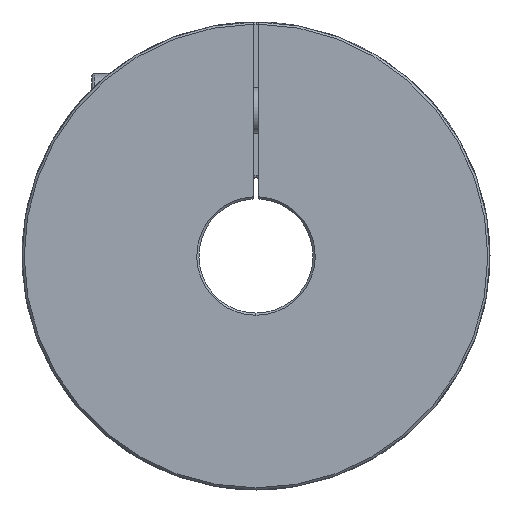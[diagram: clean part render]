
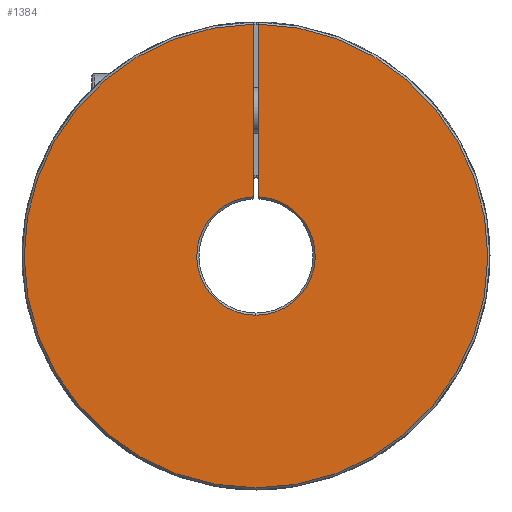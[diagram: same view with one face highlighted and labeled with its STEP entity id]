
A CAD part, left-side view. The second image highlights one B-rep face of the part: STEP entity #1384.
In plain terms, the highlighted planar face has unit normal (-1, 0, 0).
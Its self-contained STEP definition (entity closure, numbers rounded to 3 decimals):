
#367 = CARTESIAN_POINT ( 'NONE',  ( -57., 0., 0. ) ) ;
#377 = DIRECTION ( 'NONE',  ( -1., 0., 0. ) ) ;
#378 = DIRECTION ( 'NONE',  ( 0., 0., -1. ) ) ;
#692 = CARTESIAN_POINT ( 'NONE',  ( -57., 0.5, 0. ) ) ;
#693 = DIRECTION ( 'NONE',  ( 0., 0., 1. ) ) ;
#698 = CARTESIAN_POINT ( 'NONE',  ( -57., 0., 0. ) ) ;
#699 = DIRECTION ( 'NONE',  ( -1., 0., 0. ) ) ;
#700 = DIRECTION ( 'NONE',  ( 0., 0., -1. ) ) ;
#701 = CARTESIAN_POINT ( 'NONE',  ( -57., 0., 0. ) ) ;
#703 = DIRECTION ( 'NONE',  ( 1., 0., 0. ) ) ;
#704 = DIRECTION ( 'NONE',  ( 0., 0., -1. ) ) ;
#705 = CARTESIAN_POINT ( 'NONE',  ( -57., -0.5, 0. ) ) ;
#706 = DIRECTION ( 'NONE',  ( 0., 0., 1. ) ) ;
#901 = LINE ( 'NONE', #692, #907 ) ;
#903 = VECTOR ( 'NONE', #706, 1000. ) ;
#905 = LINE ( 'NONE', #705, #903 ) ;
#907 = VECTOR ( 'NONE', #693, 1000. ) ;
#915 = CIRCLE ( 'NONE', #8127, 10.381 ) ;
#917 = CIRCLE ( 'NONE', #8112, 40.619 ) ;
#1384 = ADVANCED_FACE ( 'NONE', ( #6060 ), #6419, .T. ) ;
#1661 = VERTEX_POINT ( 'NONE', #6906 ) ;
#1662 = VERTEX_POINT ( 'NONE', #6907 ) ;
#1663 = VERTEX_POINT ( 'NONE', #6908 ) ;
#1702 = VERTEX_POINT ( 'NONE', #6947 ) ;
#1703 = VERTEX_POINT ( 'NONE', #6948 ) ;
#2807 = ORIENTED_EDGE ( 'NONE', *, *, #4020, .F. ) ;
#2808 = ORIENTED_EDGE ( 'NONE', *, *, #3947, .F. ) ;
#2809 = ORIENTED_EDGE ( 'NONE', *, *, #4018, .F. ) ;
#2810 = ORIENTED_EDGE ( 'NONE', *, *, #4015, .T. ) ;
#2811 = ORIENTED_EDGE ( 'NONE', *, *, #4019, .F. ) ;
#3531 = EDGE_LOOP ( 'NONE', ( #2807, #2808, #2809, #2810, #2811 ) ) ;
#3947 = EDGE_CURVE ( 'NONE', #1703, #1702, #8662, .T. ) ;
#4015 = EDGE_CURVE ( 'NONE', #1662, #1661, #901, .T. ) ;
#4018 = EDGE_CURVE ( 'NONE', #1662, #1703, #915, .T. ) ;
#4019 = EDGE_CURVE ( 'NONE', #1663, #1661, #917, .T. ) ;
#4020 = EDGE_CURVE ( 'NONE', #1702, #1663, #905, .T. ) ;
#5688 = AXIS2_PLACEMENT_3D ( 'NONE', #6418, #6424, #6425 ) ;
#6060 = FACE_OUTER_BOUND ( 'NONE', #3531, .T. ) ;
#6418 = CARTESIAN_POINT ( 'NONE',  ( -57., 0., 0. ) ) ;
#6419 = PLANE ( 'NONE',  #5688 ) ;
#6424 = DIRECTION ( 'NONE',  ( -1., 0., 0. ) ) ;
#6425 = DIRECTION ( 'NONE',  ( 0., 0., -1. ) ) ;
#6906 = CARTESIAN_POINT ( 'NONE',  ( -57., 0.5, 40.616 ) ) ;
#6907 = CARTESIAN_POINT ( 'NONE',  ( -57., 0.5, 10.369 ) ) ;
#6908 = CARTESIAN_POINT ( 'NONE',  ( -57., -0.5, 40.616 ) ) ;
#6947 = CARTESIAN_POINT ( 'NONE',  ( -57., -0.5, 10.369 ) ) ;
#6948 = CARTESIAN_POINT ( 'NONE',  ( -57., 0., -10.381 ) ) ;
#8087 = AXIS2_PLACEMENT_3D ( 'NONE', #367, #377, #378 ) ;
#8112 = AXIS2_PLACEMENT_3D ( 'NONE', #701, #703, #704 ) ;
#8127 = AXIS2_PLACEMENT_3D ( 'NONE', #698, #699, #700 ) ;
#8662 = CIRCLE ( 'NONE', #8087, 10.381 ) ;
